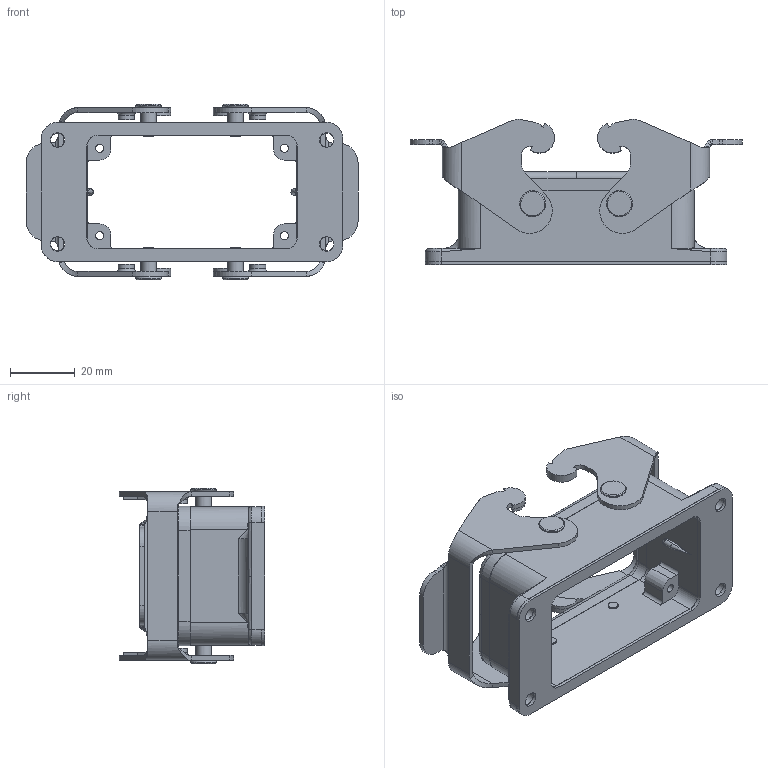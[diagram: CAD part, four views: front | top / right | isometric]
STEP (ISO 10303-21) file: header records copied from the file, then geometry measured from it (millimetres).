
FILE_DESCRIPTION(/* description */ (''),/* implementation_level */ '2;1');
FILE_NAME(/* name */ 'c146 10f010 000 1nxc001-01.stp',/* time_stamp */ '2019-08-01T08:17:58+02:00',/* author */ (''),/* organization */ (''),/* preprocessor_version */ 'ST-DEVELOPER v16.7',/* originating_system */ 'SIEMENS PLM Software NX 12.0',/* authorisation */ '');
FILE_SCHEMA (('AUTOMOTIVE_DESIGN { 1 0 10303 214 3 1 1 1 }'));
Length unit declared in the file: millimetre
Products named in the file (1): c146 10f010 000 1nxc001-01
Bounding box: 102.43 x 44.86 x 54.2 mm (x, y, z)
Volume: 36150.9 mm3; surface area: 26564.5 mm2
Topology: 1 solids, 1 shells, 583 faces, 1539 edges, 991 vertices
Faces by surface type: plane 232, bspline 195, cylinder 127, cone 12, torus 12, revolution 4, extrusion 1
Full cylindrical faces by diameter (mm): 2.5 x4, 2.95 x4, 4.3 x4, 4.5 x4, 4.8 x4, 4.9 x4, 8 x4
Entity records: 19602 total; most frequent: CARTESIAN_POINT 6489, ORIENTED_EDGE 2918, DIRECTION 2382, EDGE_CURVE 1459, VERTEX_POINT 973, AXIS2_PLACEMENT_3D 822, VECTOR 734, LINE 733
